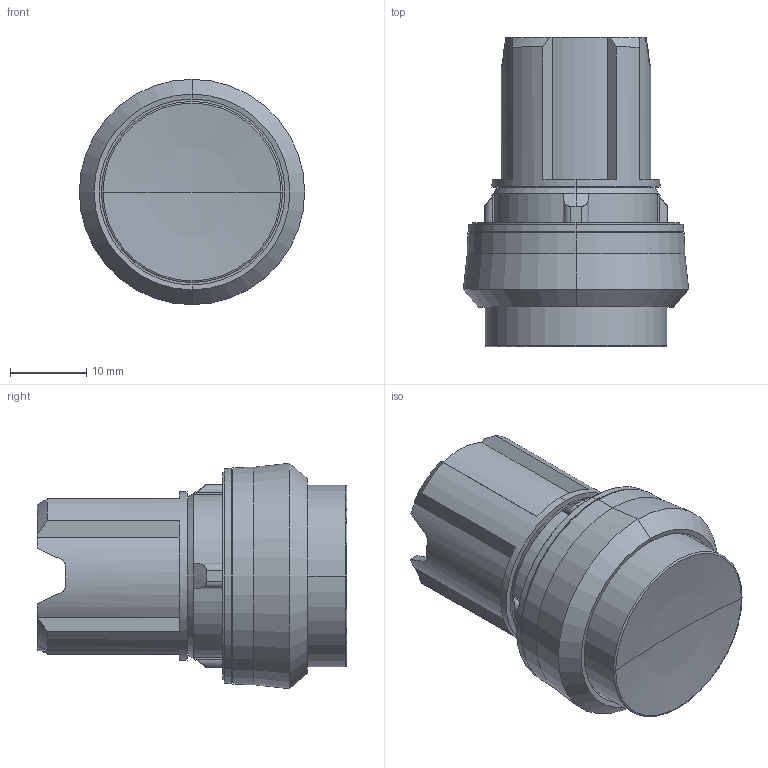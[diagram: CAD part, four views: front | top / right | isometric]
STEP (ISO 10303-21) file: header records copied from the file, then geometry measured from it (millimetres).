
FILE_DESCRIPTION(('no description'),'unknown implementation level');
FILE_NAME('3011_3SU1051-0BB00-0AA0_3D_v.stp',' ',('SIEMENS A&D'),('CADClick - KiM GmbH - www.kimweb.de'),'unknown preprocess','ACIS','unknown authorization');
FILE_SCHEMA(('automotive_design'));
Length unit declared in the file: millimetre
Products named in the file (1): 0
Bounding box: 29.49 x 40.5 x 29.49 mm (x, y, z)
Volume: 8090.1 mm3; surface area: 8686.6 mm2
Topology: 1 solids, 4 shells, 357 faces, 976 edges, 635 vertices
Faces by surface type: plane 136, cylinder 120, cone 56, torus 31, sphere 14
Entity records: 24248 total; most frequent: CARTESIAN_POINT 4394, STYLED_ITEM 1965, PRESENTATION_STYLE_ASSIGNMENT 1965, COLOUR_RGB 1965, ORIENTED_EDGE 1944, DIRECTION 1888, EDGE_CURVE 972, CURVE_STYLE 972
